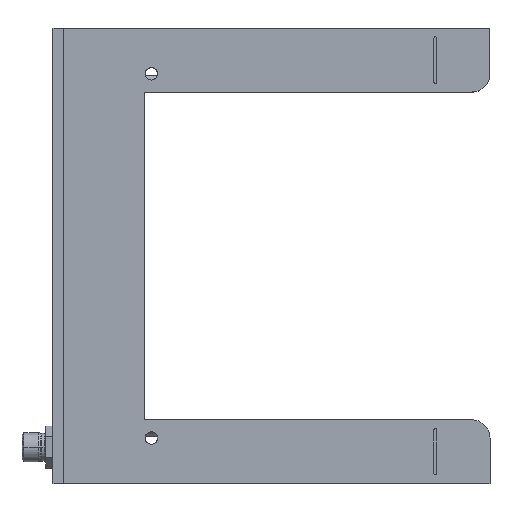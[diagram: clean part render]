
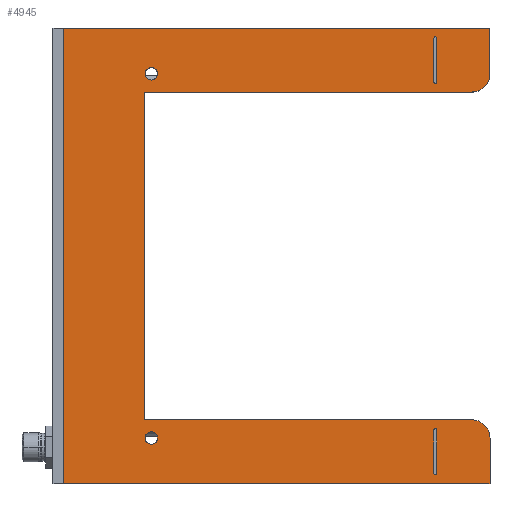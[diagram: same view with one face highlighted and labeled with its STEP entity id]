
A CAD part, top view. The second image highlights one B-rep face of the part: STEP entity #4945.
In plain terms, the highlighted face is planar.
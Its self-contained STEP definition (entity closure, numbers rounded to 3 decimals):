
#2353=CARTESIAN_POINT('',(-127.246,-78.732,-0.5));
#2354=VERTEX_POINT('',#2353);
#2363=CARTESIAN_POINT('',(-130.668,-78.732,-0.5));
#2364=VERTEX_POINT('',#2363);
#2365=CARTESIAN_POINT('',(-128.957,-78.732,-0.5));
#2366=DIRECTION('',(0.0,0.0,1.0));
#2367=DIRECTION('',(1.0,0.0,0.0));
#2368=AXIS2_PLACEMENT_3D('',#2365,#2366,#2367);
#2369=CIRCLE('',#2368,1.711);
#2370=EDGE_CURVE('',#2364,#2354,#2369,.T.);
#2424=CARTESIAN_POINT('',(-127.246,-178.732,-0.5));
#2425=VERTEX_POINT('',#2424);
#2434=CARTESIAN_POINT('',(-130.668,-178.732,-0.5));
#2435=VERTEX_POINT('',#2434);
#2436=CARTESIAN_POINT('',(-128.957,-178.732,-0.5));
#2437=DIRECTION('',(0.0,0.0,1.0));
#2438=DIRECTION('',(1.0,0.0,0.0));
#2439=AXIS2_PLACEMENT_3D('',#2436,#2437,#2438);
#2440=CIRCLE('',#2439,1.711);
#2441=EDGE_CURVE('',#2435,#2425,#2440,.T.);
#2534=CARTESIAN_POINT('',(-128.957,-178.732,-0.5));
#2535=DIRECTION('',(0.0,0.0,1.0));
#2536=DIRECTION('',(1.0,0.0,0.0));
#2537=AXIS2_PLACEMENT_3D('',#2534,#2535,#2536);
#2538=CIRCLE('',#2537,1.711);
#2539=EDGE_CURVE('',#2425,#2435,#2538,.T.);
#2588=CARTESIAN_POINT('',(-128.957,-78.732,-0.5));
#2589=DIRECTION('',(0.0,0.0,1.0));
#2590=DIRECTION('',(1.0,0.0,0.0));
#2591=AXIS2_PLACEMENT_3D('',#2588,#2589,#2590);
#2592=CIRCLE('',#2591,1.711);
#2593=EDGE_CURVE('',#2354,#2364,#2592,.T.);
#3569=CARTESIAN_POINT('',(-51.357,-188.482,-0.5));
#3570=VERTEX_POINT('',#3569);
#3577=CARTESIAN_POINT('',(-51.357,-176.482,-0.5));
#3578=VERTEX_POINT('',#3577);
#3579=CARTESIAN_POINT('',(-51.357,-176.482,-0.5));
#3580=DIRECTION('',(0.0,-1.0,0.0));
#3581=VECTOR('',#3580,12.0);
#3582=LINE('',#3579,#3581);
#3583=EDGE_CURVE('',#3578,#3570,#3582,.T.);
#3609=CARTESIAN_POINT('',(-50.557,-176.482,-0.5));
#3610=VERTEX_POINT('',#3609);
#3611=CARTESIAN_POINT('',(-50.957,-176.482,-0.5));
#3612=DIRECTION('',(0.0,0.0,1.0));
#3613=DIRECTION('',(1.0,0.0,0.0));
#3614=AXIS2_PLACEMENT_3D('',#3611,#3612,#3613);
#3615=CIRCLE('',#3614,0.4);
#3616=EDGE_CURVE('',#3610,#3578,#3615,.T.);
#3641=CARTESIAN_POINT('',(-50.557,-188.482,-0.5));
#3642=VERTEX_POINT('',#3641);
#3643=CARTESIAN_POINT('',(-50.557,-188.482,-0.5));
#3644=DIRECTION('',(0.0,1.0,0.0));
#3645=VECTOR('',#3644,12.0);
#3646=LINE('',#3643,#3645);
#3647=EDGE_CURVE('',#3642,#3610,#3646,.T.);
#3671=CARTESIAN_POINT('',(-50.957,-188.482,-0.5));
#3672=DIRECTION('',(0.0,0.0,1.0));
#3673=DIRECTION('',(1.0,0.0,0.0));
#3674=AXIS2_PLACEMENT_3D('',#3671,#3672,#3673);
#3675=CIRCLE('',#3674,0.4);
#3676=EDGE_CURVE('',#3570,#3642,#3675,.T.);
#3710=CARTESIAN_POINT('',(-50.557,-80.982,-0.5));
#3711=VERTEX_POINT('',#3710);
#3718=CARTESIAN_POINT('',(-51.357,-80.982,-0.5));
#3719=VERTEX_POINT('',#3718);
#3720=CARTESIAN_POINT('',(-50.957,-80.982,-0.5));
#3721=DIRECTION('',(0.0,0.0,1.0));
#3722=DIRECTION('',(1.0,0.0,0.0));
#3723=AXIS2_PLACEMENT_3D('',#3720,#3721,#3722);
#3724=CIRCLE('',#3723,0.4);
#3725=EDGE_CURVE('',#3719,#3711,#3724,.T.);
#3750=CARTESIAN_POINT('',(-51.357,-68.982,-0.5));
#3751=VERTEX_POINT('',#3750);
#3752=CARTESIAN_POINT('',(-51.357,-68.982,-0.5));
#3753=DIRECTION('',(0.0,-1.0,0.0));
#3754=VECTOR('',#3753,12.0);
#3755=LINE('',#3752,#3754);
#3756=EDGE_CURVE('',#3751,#3719,#3755,.T.);
#3782=CARTESIAN_POINT('',(-50.557,-68.982,-0.5));
#3783=VERTEX_POINT('',#3782);
#3784=CARTESIAN_POINT('',(-50.957,-68.982,-0.5));
#3785=DIRECTION('',(0.0,0.0,1.0));
#3786=DIRECTION('',(1.0,0.0,0.0));
#3787=AXIS2_PLACEMENT_3D('',#3784,#3785,#3786);
#3788=CIRCLE('',#3787,0.4);
#3789=EDGE_CURVE('',#3783,#3751,#3788,.T.);
#3812=CARTESIAN_POINT('',(-50.557,-80.982,-0.5));
#3813=DIRECTION('',(0.0,1.0,0.0));
#3814=VECTOR('',#3813,12.0);
#3815=LINE('',#3812,#3814);
#3816=EDGE_CURVE('',#3711,#3783,#3815,.T.);
#4173=CARTESIAN_POINT('',(-35.957,-178.732,-0.5));
#4174=VERTEX_POINT('',#4173);
#4181=CARTESIAN_POINT('',(-40.957,-173.732,-0.5));
#4182=VERTEX_POINT('',#4181);
#4183=CARTESIAN_POINT('',(-40.957,-178.732,-0.5));
#4184=DIRECTION('',(0.0,0.0,1.));
#4185=DIRECTION('',(0.707,0.707,0.0));
#4186=AXIS2_PLACEMENT_3D('',#4183,#4184,#4185);
#4187=CIRCLE('',#4186,5.);
#4188=EDGE_CURVE('',#4174,#4182,#4187,.T.);
#4309=CARTESIAN_POINT('',(-130.957,-173.732,-0.5));
#4310=VERTEX_POINT('',#4309);
#4311=CARTESIAN_POINT('',(-40.957,-173.732,-0.5));
#4312=DIRECTION('',(-1.0,0.0,0.0));
#4313=VECTOR('',#4312,90.);
#4314=LINE('',#4311,#4313);
#4315=EDGE_CURVE('',#4182,#4310,#4314,.T.);
#4333=CARTESIAN_POINT('',(-40.957,-83.732,-0.5));
#4334=VERTEX_POINT('',#4333);
#4341=CARTESIAN_POINT('',(-35.957,-78.732,-0.5));
#4342=VERTEX_POINT('',#4341);
#4343=CARTESIAN_POINT('',(-40.957,-78.732,-0.5));
#4344=DIRECTION('',(0.0,0.0,1.));
#4345=DIRECTION('',(0.707,-0.707,0.0));
#4346=AXIS2_PLACEMENT_3D('',#4343,#4344,#4345);
#4347=CIRCLE('',#4346,5.);
#4348=EDGE_CURVE('',#4334,#4342,#4347,.T.);
#4373=CARTESIAN_POINT('',(-130.957,-83.732,-0.5));
#4374=VERTEX_POINT('',#4373);
#4381=CARTESIAN_POINT('',(-130.957,-83.732,-0.5));
#4382=DIRECTION('',(1.0,0.0,0.0));
#4383=VECTOR('',#4382,90.0);
#4384=LINE('',#4381,#4383);
#4385=EDGE_CURVE('',#4374,#4334,#4384,.T.);
#4400=CARTESIAN_POINT('',(-35.957,-66.232,-0.5));
#4401=VERTEX_POINT('',#4400);
#4402=CARTESIAN_POINT('',(-35.957,-78.732,-0.5));
#4403=DIRECTION('',(0.0,1.0,0.0));
#4404=VECTOR('',#4403,12.5);
#4405=LINE('',#4402,#4404);
#4406=EDGE_CURVE('',#4342,#4401,#4405,.T.);
#4775=CARTESIAN_POINT('',(-130.957,-173.732,-0.5));
#4776=DIRECTION('',(0.0,1.0,0.0));
#4777=VECTOR('',#4776,90.0);
#4778=LINE('',#4775,#4777);
#4779=EDGE_CURVE('',#4310,#4374,#4778,.T.);
#4792=CARTESIAN_POINT('',(-35.957,-191.232,-0.5));
#4793=VERTEX_POINT('',#4792);
#4800=CARTESIAN_POINT('',(-35.957,-191.232,-0.5));
#4801=DIRECTION('',(0.0,1.0,0.0));
#4802=VECTOR('',#4801,12.5);
#4803=LINE('',#4800,#4802);
#4804=EDGE_CURVE('',#4793,#4174,#4803,.T.);
#4815=CARTESIAN_POINT('',(-152.957,-191.232,-0.5));
#4816=VERTEX_POINT('',#4815);
#4823=CARTESIAN_POINT('',(-152.957,-191.232,-0.5));
#4824=DIRECTION('',(1.0,0.0,0.0));
#4825=VECTOR('',#4824,117.);
#4826=LINE('',#4823,#4825);
#4827=EDGE_CURVE('',#4816,#4793,#4826,.T.);
#4843=CARTESIAN_POINT('',(-152.957,-66.232,-0.5));
#4844=VERTEX_POINT('',#4843);
#4851=CARTESIAN_POINT('',(-152.957,-66.232,-0.5));
#4852=DIRECTION('',(0.0,-1.0,0.0));
#4853=VECTOR('',#4852,125.);
#4854=LINE('',#4851,#4853);
#4855=EDGE_CURVE('',#4844,#4816,#4854,.T.);
#4894=CARTESIAN_POINT('',(-35.957,-66.232,-0.5));
#4895=DIRECTION('',(-1.0,0.0,0.0));
#4896=VECTOR('',#4895,117.0);
#4897=LINE('',#4894,#4896);
#4898=EDGE_CURVE('',#4401,#4844,#4897,.T.);
#4908=CARTESIAN_POINT('',(-67.915,-98.732,-0.5));
#4909=DIRECTION('',(0.0,0.0,1.0));
#4910=DIRECTION('',(1.0,0.0,0.0));
#4911=AXIS2_PLACEMENT_3D('',#4908,#4909,#4910);
#4912=PLANE('',#4911);
#4913=ORIENTED_EDGE('',*,*,#4188,.F.);
#4914=ORIENTED_EDGE('',*,*,#4804,.F.);
#4915=ORIENTED_EDGE('',*,*,#4827,.F.);
#4916=ORIENTED_EDGE('',*,*,#4855,.F.);
#4917=ORIENTED_EDGE('',*,*,#4898,.F.);
#4918=ORIENTED_EDGE('',*,*,#4406,.F.);
#4919=ORIENTED_EDGE('',*,*,#4348,.F.);
#4920=ORIENTED_EDGE('',*,*,#4385,.F.);
#4921=ORIENTED_EDGE('',*,*,#4779,.F.);
#4922=ORIENTED_EDGE('',*,*,#4315,.F.);
#4923=EDGE_LOOP('',(#4913,#4914,#4915,#4916,#4917,#4918,#4919,#4920,#4921,#4922));
#4924=FACE_OUTER_BOUND('',#4923,.T.);
#4925=ORIENTED_EDGE('',*,*,#2539,.T.);
#4926=ORIENTED_EDGE('',*,*,#2441,.T.);
#4927=EDGE_LOOP('',(#4925,#4926));
#4928=FACE_BOUND('',#4927,.T.);
#4929=ORIENTED_EDGE('',*,*,#2593,.T.);
#4930=ORIENTED_EDGE('',*,*,#2370,.T.);
#4931=EDGE_LOOP('',(#4929,#4930));
#4932=FACE_BOUND('',#4931,.T.);
#4933=ORIENTED_EDGE('',*,*,#3583,.T.);
#4934=ORIENTED_EDGE('',*,*,#3676,.T.);
#4935=ORIENTED_EDGE('',*,*,#3647,.T.);
#4936=ORIENTED_EDGE('',*,*,#3616,.T.);
#4937=EDGE_LOOP('',(#4933,#4934,#4935,#4936));
#4938=FACE_BOUND('',#4937,.T.);
#4939=ORIENTED_EDGE('',*,*,#3725,.T.);
#4940=ORIENTED_EDGE('',*,*,#3816,.T.);
#4941=ORIENTED_EDGE('',*,*,#3789,.T.);
#4942=ORIENTED_EDGE('',*,*,#3756,.T.);
#4943=EDGE_LOOP('',(#4939,#4940,#4941,#4942));
#4944=FACE_BOUND('',#4943,.T.);
#4945=ADVANCED_FACE('',(#4924,#4928,#4932,#4938,#4944),#4912,.F.);
